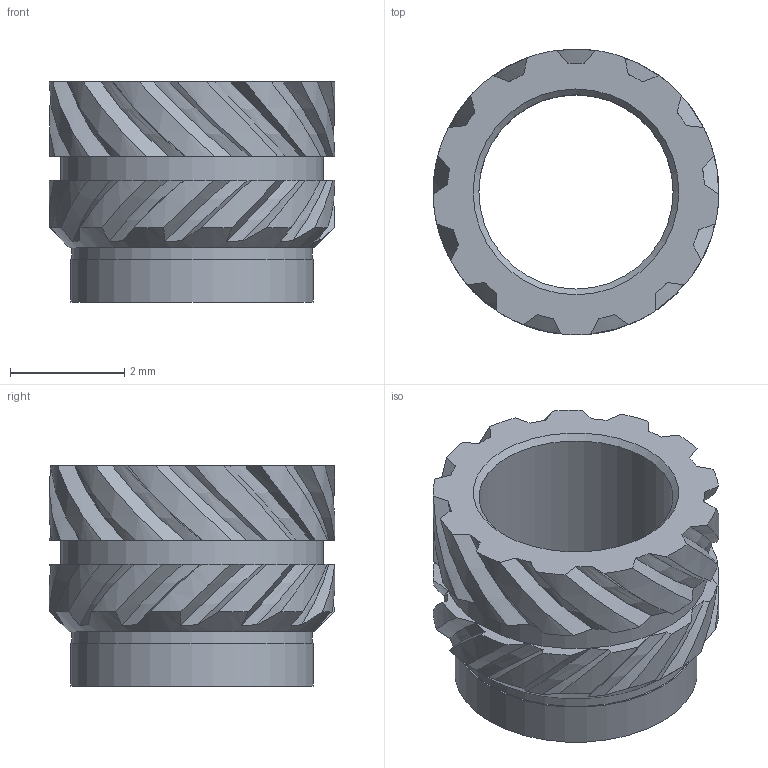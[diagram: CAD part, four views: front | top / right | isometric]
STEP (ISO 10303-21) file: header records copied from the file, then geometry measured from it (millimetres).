
FILE_DESCRIPTION(/* description */ (''),/* implementation_level */ '2;1');
FILE_NAME(/* name */ 'M3 Insert.step',/* time_stamp */ '2024-04-06T14:00:21+02:00',/* author */ (''),/* organization */ (''),/* preprocessor_version */ 'ST-DEVELOPER v20',/* originating_system */ 'Autodesk Translation Framework v12.20.1.177',/* authorisation */ '');
FILE_SCHEMA (('AUTOMOTIVE_DESIGN { 1 0 10303 214 3 1 1 }'));
Length unit declared in the file: millimetre
Products named in the file (1): (Unsaved)
Bounding box: 5 x 5 x 3.85 mm (x, y, z)
Volume: 30.2 mm3; surface area: 126.4 mm2
Topology: 1 solids, 1 shells, 117 faces, 334 edges, 223 vertices
Faces by surface type: bspline 78, cylinder 30, plane 6, cone 3
Full cylindrical faces by diameter (mm): 3.4 x1, 4.2 x1, 4.25 x1, 4.6 x1
Entity records: 6061 total; most frequent: CARTESIAN_POINT 3348, ORIENTED_EDGE 668, DIRECTION 409, EDGE_CURVE 334, VERTEX_POINT 223, AXIS2_PLACEMENT_3D 188, B_SPLINE_CURVE_WITH_KNOTS 153, EDGE_LOOP 123
